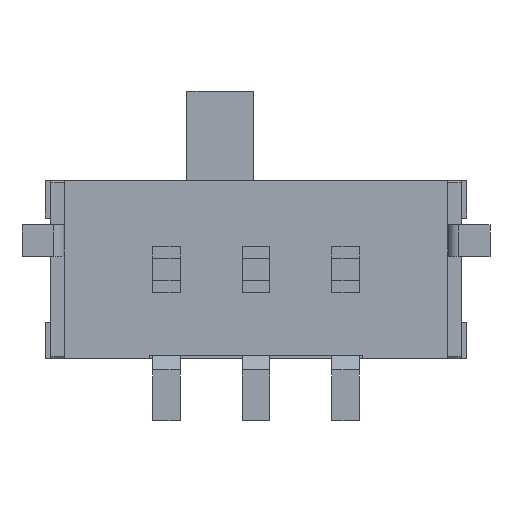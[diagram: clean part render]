
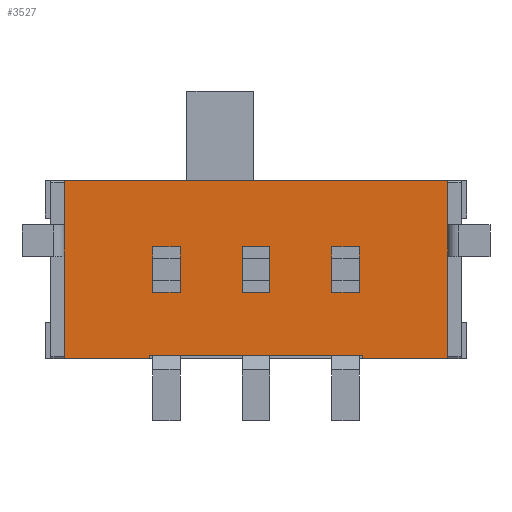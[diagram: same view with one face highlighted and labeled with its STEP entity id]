
A CAD part, front view. The second image highlights one B-rep face of the part: STEP entity #3527.
In plain terms, the highlighted planar face has unit normal (0, -1, 0).
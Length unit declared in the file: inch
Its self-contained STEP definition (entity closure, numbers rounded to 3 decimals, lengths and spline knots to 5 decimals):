
#215=ORIENTED_EDGE('',*,*,#1249,.T.);
#216=ORIENTED_EDGE('',*,*,#1213,.T.);
#217=ORIENTED_EDGE('',*,*,#1250,.T.);
#218=ORIENTED_EDGE('',*,*,#1223,.T.);
#219=ORIENTED_EDGE('',*,*,#1251,.F.);
#220=ORIENTED_EDGE('',*,*,#1252,.T.);
#221=ORIENTED_EDGE('',*,*,#1253,.T.);
#222=ORIENTED_EDGE('',*,*,#1254,.F.);
#223=ORIENTED_EDGE('',*,*,#1255,.F.);
#224=ORIENTED_EDGE('',*,*,#1256,.T.);
#225=ORIENTED_EDGE('',*,*,#1257,.T.);
#226=ORIENTED_EDGE('',*,*,#1258,.F.);
#227=ORIENTED_EDGE('',*,*,#1259,.T.);
#228=ORIENTED_EDGE('',*,*,#1193,.T.);
#229=ORIENTED_EDGE('',*,*,#1260,.T.);
#230=ORIENTED_EDGE('',*,*,#1203,.T.);
#231=ORIENTED_EDGE('',*,*,#1261,.T.);
#232=ORIENTED_EDGE('',*,*,#1233,.T.);
#233=ORIENTED_EDGE('',*,*,#1262,.T.);
#234=ORIENTED_EDGE('',*,*,#1243,.T.);
#1193=EDGE_CURVE('',#1717,#1716,#2064,.T.);
#1203=EDGE_CURVE('',#1727,#1726,#2074,.T.);
#1213=EDGE_CURVE('',#1733,#1732,#2084,.T.);
#1223=EDGE_CURVE('',#1743,#1742,#2094,.T.);
#1233=EDGE_CURVE('',#1749,#1748,#2104,.T.);
#1243=EDGE_CURVE('',#1759,#1758,#2114,.T.);
#1249=EDGE_CURVE('',#1742,#1733,#2120,.T.);
#1250=EDGE_CURVE('',#1732,#1743,#2121,.T.);
#1251=EDGE_CURVE('',#1760,#1761,#2122,.T.);
#1252=EDGE_CURVE('',#1760,#1762,#2123,.T.);
#1253=EDGE_CURVE('',#1762,#1763,#2124,.T.);
#1254=EDGE_CURVE('',#1764,#1763,#2125,.T.);
#1255=EDGE_CURVE('',#1765,#1764,#2126,.T.);
#1256=EDGE_CURVE('',#1765,#1766,#2127,.T.);
#1257=EDGE_CURVE('',#1766,#1767,#2128,.T.);
#1258=EDGE_CURVE('',#1761,#1767,#2129,.T.);
#1259=EDGE_CURVE('',#1726,#1717,#2130,.T.);
#1260=EDGE_CURVE('',#1716,#1727,#2131,.T.);
#1261=EDGE_CURVE('',#1758,#1749,#2132,.T.);
#1262=EDGE_CURVE('',#1748,#1759,#2133,.T.);
#1716=VERTEX_POINT('',#4988);
#1717=VERTEX_POINT('',#4990);
#1726=VERTEX_POINT('',#5009);
#1727=VERTEX_POINT('',#5011);
#1732=VERTEX_POINT('',#5028);
#1733=VERTEX_POINT('',#5030);
#1742=VERTEX_POINT('',#5049);
#1743=VERTEX_POINT('',#5051);
#1748=VERTEX_POINT('',#5068);
#1749=VERTEX_POINT('',#5070);
#1758=VERTEX_POINT('',#5089);
#1759=VERTEX_POINT('',#5091);
#1760=VERTEX_POINT('',#5103);
#1761=VERTEX_POINT('',#5104);
#1762=VERTEX_POINT('',#5106);
#1763=VERTEX_POINT('',#5108);
#1764=VERTEX_POINT('',#5110);
#1765=VERTEX_POINT('',#5112);
#1766=VERTEX_POINT('',#5114);
#1767=VERTEX_POINT('',#5116);
#2064=LINE('',#4989,#2521);
#2074=LINE('',#5010,#2531);
#2084=LINE('',#5029,#2541);
#2094=LINE('',#5050,#2551);
#2104=LINE('',#5069,#2561);
#2114=LINE('',#5090,#2571);
#2120=LINE('',#5100,#2577);
#2121=LINE('',#5101,#2578);
#2122=LINE('',#5102,#2579);
#2123=LINE('',#5105,#2580);
#2124=LINE('',#5107,#2581);
#2125=LINE('',#5109,#2582);
#2126=LINE('',#5111,#2583);
#2127=LINE('',#5113,#2584);
#2128=LINE('',#5115,#2585);
#2129=LINE('',#5117,#2586);
#2130=LINE('',#5118,#2587);
#2131=LINE('',#5119,#2588);
#2132=LINE('',#5120,#2589);
#2133=LINE('',#5121,#2590);
#2521=VECTOR('',#4015,39.37008);
#2531=VECTOR('',#4027,39.37008);
#2541=VECTOR('',#4043,39.37008);
#2551=VECTOR('',#4055,39.37008);
#2561=VECTOR('',#4071,39.37008);
#2571=VECTOR('',#4083,39.37008);
#2577=VECTOR('',#4095,39.37008);
#2578=VECTOR('',#4096,39.37008);
#2579=VECTOR('',#4097,39.37008);
#2580=VECTOR('',#4098,39.37008);
#2581=VECTOR('',#4099,39.37008);
#2582=VECTOR('',#4100,39.37008);
#2583=VECTOR('',#4101,39.37008);
#2584=VECTOR('',#4102,39.37008);
#2585=VECTOR('',#4103,39.37008);
#2586=VECTOR('',#4104,39.37008);
#2587=VECTOR('',#4105,39.37008);
#2588=VECTOR('',#4106,39.37008);
#2589=VECTOR('',#4107,39.37008);
#2590=VECTOR('',#4108,39.37008);
#2986=EDGE_LOOP('',(#215,#216,#217,#218));
#2987=EDGE_LOOP('',(#219,#220,#221,#222,#223,#224,#225,#226));
#2988=EDGE_LOOP('',(#227,#228,#229,#230));
#2989=EDGE_LOOP('',(#231,#232,#233,#234));
#3179=FACE_BOUND('',#2986,.T.);
#3180=FACE_BOUND('',#2987,.T.);
#3181=FACE_BOUND('',#2988,.T.);
#3182=FACE_BOUND('',#2989,.T.);
#3372=PLANE('',#3763);
#3527=ADVANCED_FACE('',(#3179,#3180,#3181,#3182),#3372,.F.);
#3763=AXIS2_PLACEMENT_3D('',#5099,#4093,#4094);
#4015=DIRECTION('',(0.,0.,1.));
#4027=DIRECTION('',(0.,0.,-1.));
#4043=DIRECTION('',(0.,0.,1.));
#4055=DIRECTION('',(0.,0.,-1.));
#4071=DIRECTION('',(0.,0.,1.));
#4083=DIRECTION('',(0.,0.,-1.));
#4093=DIRECTION('',(0.,1.,0.));
#4094=DIRECTION('',(-1.,0.,0.));
#4095=DIRECTION('',(-1.,0.,0.));
#4096=DIRECTION('',(1.,0.,0.));
#4097=DIRECTION('',(-1.,0.,0.));
#4098=DIRECTION('',(0.,0.,-1.));
#4099=DIRECTION('',(1.,0.,0.));
#4100=DIRECTION('',(0.,0.,-1.));
#4101=DIRECTION('',(1.,0.,0.));
#4102=DIRECTION('',(0.,0.,-1.));
#4103=DIRECTION('',(1.,0.,0.));
#4104=DIRECTION('',(0.,0.,-1.));
#4105=DIRECTION('',(-1.,0.,0.));
#4106=DIRECTION('',(1.,0.,0.));
#4107=DIRECTION('',(-1.,0.,0.));
#4108=DIRECTION('',(1.,0.,0.));
#4988=CARTESIAN_POINT('',(-0.012,-0.057,0.02));
#4989=CARTESIAN_POINT('',(-0.012,-0.057,-0.02));
#4990=CARTESIAN_POINT('',(-0.012,-0.057,-0.02));
#5009=CARTESIAN_POINT('',(0.012,-0.057,-0.02));
#5010=CARTESIAN_POINT('',(0.012,-0.057,0.02));
#5011=CARTESIAN_POINT('',(0.012,-0.057,0.02));
#5028=CARTESIAN_POINT('',(-0.091,-0.057,0.02));
#5029=CARTESIAN_POINT('',(-0.091,-0.057,-0.02));
#5030=CARTESIAN_POINT('',(-0.091,-0.057,-0.02));
#5049=CARTESIAN_POINT('',(-0.067,-0.057,-0.02));
#5050=CARTESIAN_POINT('',(-0.067,-0.057,0.02));
#5051=CARTESIAN_POINT('',(-0.067,-0.057,0.02));
#5068=CARTESIAN_POINT('',(0.067,-0.057,0.02));
#5069=CARTESIAN_POINT('',(0.067,-0.057,-0.02));
#5070=CARTESIAN_POINT('',(0.067,-0.057,-0.02));
#5089=CARTESIAN_POINT('',(0.091,-0.057,-0.02));
#5090=CARTESIAN_POINT('',(0.091,-0.057,0.02));
#5091=CARTESIAN_POINT('',(0.091,-0.057,0.02));
#5099=CARTESIAN_POINT('',(-0.1691,-0.057,0.0785));
#5100=CARTESIAN_POINT('',(-0.067,-0.057,-0.02));
#5101=CARTESIAN_POINT('',(-0.091,-0.057,0.02));
#5102=CARTESIAN_POINT('',(0.094,-0.057,-0.0755));
#5103=CARTESIAN_POINT('',(0.094,-0.057,-0.0755));
#5104=CARTESIAN_POINT('',(-0.094,-0.057,-0.0755));
#5105=CARTESIAN_POINT('',(0.094,-0.057,-0.0755));
#5106=CARTESIAN_POINT('',(0.094,-0.057,-0.0785));
#5107=CARTESIAN_POINT('',(-0.1691,-0.057,-0.0785));
#5108=CARTESIAN_POINT('',(0.1691,-0.057,-0.0785));
#5109=CARTESIAN_POINT('',(0.1691,-0.057,0.0785));
#5110=CARTESIAN_POINT('',(0.1691,-0.057,0.0785));
#5111=CARTESIAN_POINT('',(-0.1691,-0.057,0.0785));
#5112=CARTESIAN_POINT('',(-0.1691,-0.057,0.0785));
#5113=CARTESIAN_POINT('',(-0.1691,-0.057,0.0785));
#5114=CARTESIAN_POINT('',(-0.1691,-0.057,-0.0785));
#5115=CARTESIAN_POINT('',(-0.1691,-0.057,-0.0785));
#5116=CARTESIAN_POINT('',(-0.094,-0.057,-0.0785));
#5117=CARTESIAN_POINT('',(-0.094,-0.057,-0.0755));
#5118=CARTESIAN_POINT('',(0.012,-0.057,-0.02));
#5119=CARTESIAN_POINT('',(-0.012,-0.057,0.02));
#5120=CARTESIAN_POINT('',(0.091,-0.057,-0.02));
#5121=CARTESIAN_POINT('',(0.067,-0.057,0.02));
